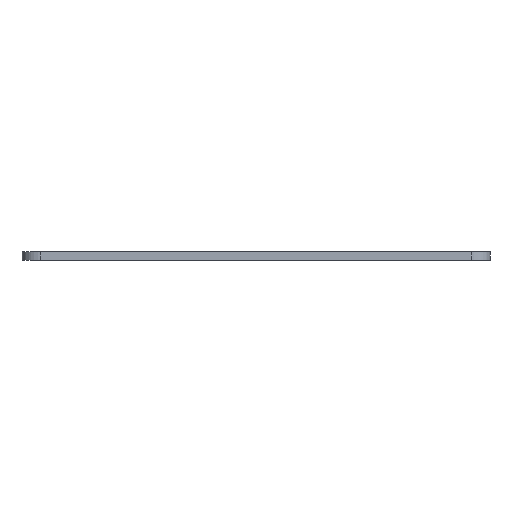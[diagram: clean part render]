
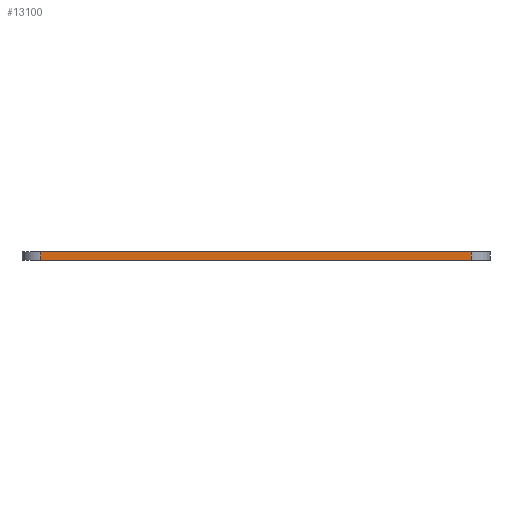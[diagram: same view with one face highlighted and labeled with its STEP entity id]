
A CAD part, front view. The second image highlights one B-rep face of the part: STEP entity #13100.
In plain terms, the highlighted planar face has unit normal (0, -1, 0).
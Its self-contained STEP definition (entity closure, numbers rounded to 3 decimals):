
#83 = PLANE('',#84);
#84 = AXIS2_PLACEMENT_3D('',#85,#86,#87);
#85 = CARTESIAN_POINT('',(148.501,-105.004,1.6));
#86 = DIRECTION('',(-0.,-0.,-1.));
#87 = DIRECTION('',(-1.,0.,0.));
#111 = CYLINDRICAL_SURFACE('',#112,3.592);
#112 = AXIS2_PLACEMENT_3D('',#113,#114,#115);
#113 = CARTESIAN_POINT('',(189.359,-135.701,0.));
#114 = DIRECTION('',(-0.,-0.,-1.));
#115 = DIRECTION('',(1.,0.,-0.));
#137 = PLANE('',#138);
#138 = AXIS2_PLACEMENT_3D('',#139,#140,#141);
#139 = CARTESIAN_POINT('',(148.501,-105.004,0.));
#140 = DIRECTION('',(-0.,-0.,-1.));
#141 = DIRECTION('',(-1.,0.,0.));
#238 = EDGE_CURVE('',#239,#241,#243,.T.);
#239 = VERTEX_POINT('',#240);
#240 = CARTESIAN_POINT('',(189.359,-139.293,0.));
#241 = VERTEX_POINT('',#242);
#242 = CARTESIAN_POINT('',(189.359,-139.293,1.6));
#243 = SURFACE_CURVE('',#244,(#248,#255),.PCURVE_S1.);
#244 = LINE('',#245,#246);
#245 = CARTESIAN_POINT('',(189.359,-139.293,0.));
#246 = VECTOR('',#247,1.);
#247 = DIRECTION('',(0.,0.,1.));
#248 = PCURVE('',#111,#249);
#249 = DEFINITIONAL_REPRESENTATION('',(#250),#254);
#250 = LINE('',#251,#252);
#251 = CARTESIAN_POINT('',(-4.712,0.));
#252 = VECTOR('',#253,1.);
#253 = DIRECTION('',(-0.,-1.));
#254 = ( GEOMETRIC_REPRESENTATION_CONTEXT(2) 
PARAMETRIC_REPRESENTATION_CONTEXT() REPRESENTATION_CONTEXT('2D SPACE',''
  ) );
#255 = PCURVE('',#256,#261);
#256 = PLANE('',#257);
#257 = AXIS2_PLACEMENT_3D('',#258,#259,#260);
#258 = CARTESIAN_POINT('',(189.359,-139.293,0.));
#259 = DIRECTION('',(0.,-1.,0.));
#260 = DIRECTION('',(-1.,0.,0.));
#261 = DEFINITIONAL_REPRESENTATION('',(#262),#266);
#262 = LINE('',#263,#264);
#263 = CARTESIAN_POINT('',(0.,0.));
#264 = VECTOR('',#265,1.);
#265 = DIRECTION('',(0.,-1.));
#266 = ( GEOMETRIC_REPRESENTATION_CONTEXT(2) 
PARAMETRIC_REPRESENTATION_CONTEXT() REPRESENTATION_CONTEXT('2D SPACE',''
  ) );
#326 = EDGE_CURVE('',#239,#327,#329,.T.);
#327 = VERTEX_POINT('',#328);
#328 = CARTESIAN_POINT('',(107.643,-139.294,0.));
#329 = SURFACE_CURVE('',#330,(#334,#341),.PCURVE_S1.);
#330 = LINE('',#331,#332);
#331 = CARTESIAN_POINT('',(189.359,-139.293,0.));
#332 = VECTOR('',#333,1.);
#333 = DIRECTION('',(-1.,0.,0.));
#334 = PCURVE('',#137,#335);
#335 = DEFINITIONAL_REPRESENTATION('',(#336),#340);
#336 = LINE('',#337,#338);
#337 = CARTESIAN_POINT('',(-40.858,-34.289));
#338 = VECTOR('',#339,1.);
#339 = DIRECTION('',(1.,0.));
#340 = ( GEOMETRIC_REPRESENTATION_CONTEXT(2) 
PARAMETRIC_REPRESENTATION_CONTEXT() REPRESENTATION_CONTEXT('2D SPACE',''
  ) );
#341 = PCURVE('',#256,#342);
#342 = DEFINITIONAL_REPRESENTATION('',(#343),#347);
#343 = LINE('',#344,#345);
#344 = CARTESIAN_POINT('',(0.,0.));
#345 = VECTOR('',#346,1.);
#346 = DIRECTION('',(1.,0.));
#347 = ( GEOMETRIC_REPRESENTATION_CONTEXT(2) 
PARAMETRIC_REPRESENTATION_CONTEXT() REPRESENTATION_CONTEXT('2D SPACE',''
  ) );
#370 = CYLINDRICAL_SURFACE('',#371,3.593);
#371 = AXIS2_PLACEMENT_3D('',#372,#373,#374);
#372 = CARTESIAN_POINT('',(107.643,-135.701,0.));
#373 = DIRECTION('',(-0.,-0.,-1.));
#374 = DIRECTION('',(1.,0.,-0.));
#7190 = EDGE_CURVE('',#241,#7191,#7193,.T.);
#7191 = VERTEX_POINT('',#7192);
#7192 = CARTESIAN_POINT('',(107.643,-139.294,1.6));
#7193 = SURFACE_CURVE('',#7194,(#7198,#7205),.PCURVE_S1.);
#7194 = LINE('',#7195,#7196);
#7195 = CARTESIAN_POINT('',(189.359,-139.293,1.6));
#7196 = VECTOR('',#7197,1.);
#7197 = DIRECTION('',(-1.,0.,0.));
#7198 = PCURVE('',#83,#7199);
#7199 = DEFINITIONAL_REPRESENTATION('',(#7200),#7204);
#7200 = LINE('',#7201,#7202);
#7201 = CARTESIAN_POINT('',(-40.858,-34.289));
#7202 = VECTOR('',#7203,1.);
#7203 = DIRECTION('',(1.,0.));
#7204 = ( GEOMETRIC_REPRESENTATION_CONTEXT(2) 
PARAMETRIC_REPRESENTATION_CONTEXT() REPRESENTATION_CONTEXT('2D SPACE',''
  ) );
#7205 = PCURVE('',#256,#7206);
#7206 = DEFINITIONAL_REPRESENTATION('',(#7207),#7211);
#7207 = LINE('',#7208,#7209);
#7208 = CARTESIAN_POINT('',(0.,-1.6));
#7209 = VECTOR('',#7210,1.);
#7210 = DIRECTION('',(1.,0.));
#7211 = ( GEOMETRIC_REPRESENTATION_CONTEXT(2) 
PARAMETRIC_REPRESENTATION_CONTEXT() REPRESENTATION_CONTEXT('2D SPACE',''
  ) );
#13100 = ADVANCED_FACE('',(#13101),#256,.T.);
#13101 = FACE_BOUND('',#13102,.T.);
#13102 = EDGE_LOOP('',(#13103,#13104,#13105,#13126));
#13103 = ORIENTED_EDGE('',*,*,#238,.T.);
#13104 = ORIENTED_EDGE('',*,*,#7190,.T.);
#13105 = ORIENTED_EDGE('',*,*,#13106,.F.);
#13106 = EDGE_CURVE('',#327,#7191,#13107,.T.);
#13107 = SURFACE_CURVE('',#13108,(#13112,#13119),.PCURVE_S1.);
#13108 = LINE('',#13109,#13110);
#13109 = CARTESIAN_POINT('',(107.643,-139.294,0.));
#13110 = VECTOR('',#13111,1.);
#13111 = DIRECTION('',(0.,0.,1.));
#13112 = PCURVE('',#256,#13113);
#13113 = DEFINITIONAL_REPRESENTATION('',(#13114),#13118);
#13114 = LINE('',#13115,#13116);
#13115 = CARTESIAN_POINT('',(81.716,0.));
#13116 = VECTOR('',#13117,1.);
#13117 = DIRECTION('',(0.,-1.));
#13118 = ( GEOMETRIC_REPRESENTATION_CONTEXT(2) 
PARAMETRIC_REPRESENTATION_CONTEXT() REPRESENTATION_CONTEXT('2D SPACE',''
  ) );
#13119 = PCURVE('',#370,#13120);
#13120 = DEFINITIONAL_REPRESENTATION('',(#13121),#13125);
#13121 = LINE('',#13122,#13123);
#13122 = CARTESIAN_POINT('',(-4.712,0.));
#13123 = VECTOR('',#13124,1.);
#13124 = DIRECTION('',(-0.,-1.));
#13125 = ( GEOMETRIC_REPRESENTATION_CONTEXT(2) 
PARAMETRIC_REPRESENTATION_CONTEXT() REPRESENTATION_CONTEXT('2D SPACE',''
  ) );
#13126 = ORIENTED_EDGE('',*,*,#326,.F.);
